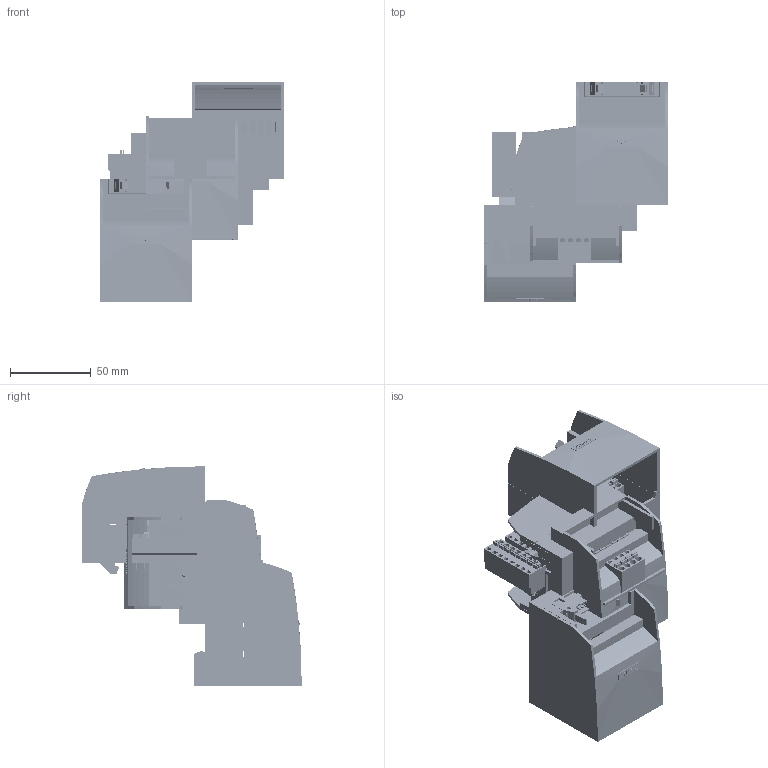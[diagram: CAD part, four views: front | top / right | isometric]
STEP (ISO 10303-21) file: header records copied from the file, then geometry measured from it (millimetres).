
FILE_DESCRIPTION( ( 'Unknown' ), '1' );
FILE_NAME( '6es79240bb200ac0_001_stp.stp', 'Unknown', ( 'Unknown' ), ( 'Unknown' ), 'PSStep 13.0', 'Unknown', ' ' );
FILE_SCHEMA( ( 'AUTOMOTIVE_DESIGN { 1 0 10303 214 1 1 1 1 }' ) );
Length unit declared in the file: millimetre
Products named in the file (45): Assem1; Motherboard-8bit_TP2_3_A-oa0; C98130-A7800-X260_stp; Device_G2CR-oa1; PCB 8bit_TP2_3_A_1; FCI-71918-116BLF_2; SAURO MCQxx001 Block4+8+8-TP2_0; SIEMENS-Kleber-17x4,5_5; C98130-A7800-C011CR_0; C98130-A7800-C013.CR_0; C98130-A7800-C012CR_0; C98130-A7800-X260_0
Bounding box: 114 x 136 x 136 mm (x, y, z)
Volume: 395879.3 mm3; surface area: 298933.8 mm2
Topology: 137 solids, 137 shells, 7468 faces, 18849 edges, 12747 vertices
Faces by surface type: plane 6063, cylinder 1113, extrusion 292
Full cylindrical faces by diameter (mm): 0.4 x200, 0.5 x10, 1.02 x80, 1.4 x495, 4 x108
Entity records: 68653 total; most frequent: CARTESIAN_POINT 14415, ORIENTED_EDGE 7982, DIRECTION 7647, EDGE_CURVE 3991, VECTOR 3423, LINE 3327, VERTEX_POINT 2780, EDGE_LOOP 2343
